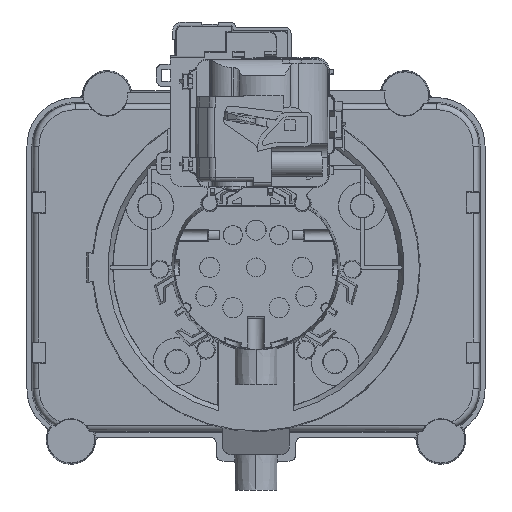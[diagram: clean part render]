
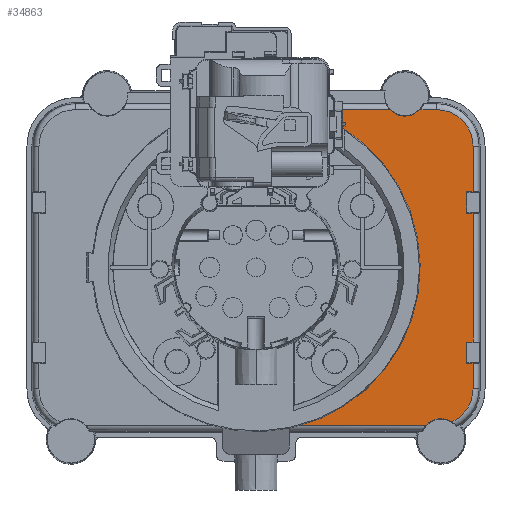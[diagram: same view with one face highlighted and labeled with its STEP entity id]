
A CAD part, left-side view. The second image highlights one B-rep face of the part: STEP entity #34863.
In plain terms, the highlighted planar face has unit normal (-1, 0, 0).
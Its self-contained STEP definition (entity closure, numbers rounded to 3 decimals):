
#4855=CARTESIAN_POINT('',(11.5,-51.5,59.5));
#4856=DIRECTION('',(1.,0.,0.));
#4857=DIRECTION('',(0.,-0.728,-0.685));
#4858=AXIS2_PLACEMENT_3D('',#4855,#4856,#4857);
#5032=DIRECTION('',(0.,0.,-1.));
#5033=VECTOR('',#5032,0.533);
#5034=CARTESIAN_POINT('',(11.5,-10.687,54.598));
#5035=LINE('',#5034,#5033);
#5113=CARTESIAN_POINT('',(11.5,0.,0.));
#5114=DIRECTION('',(1.,0.,0.));
#5115=DIRECTION('',(0.,-0.194,0.981));
#5116=AXIS2_PLACEMENT_3D('',#5113,#5114,#5115);
#12027=DIRECTION('',(0.,1.,0.));
#12028=VECTOR('',#12027,47.187);
#12029=CARTESIAN_POINT('',(11.5,-58.79,-54.598));
#12030=LINE('',#12029,#12028);
#12031=DIRECTION('',(0.,0.,1.));
#12032=VECTOR('',#12031,0.723);
#12033=CARTESIAN_POINT('',(11.5,-11.603,-54.598));
#12034=LINE('',#12033,#12032);
#12035=DIRECTION('',(0.,-1.,0.));
#12036=VECTOR('',#12035,35.603);
#12037=CARTESIAN_POINT('',(11.5,-10.687,54.598));
#12038=LINE('',#12037,#12036);
#12039=CARTESIAN_POINT('',(11.5,-62.5,42.));
#12040=DIRECTION('',(-1.,0.,0.));
#12041=DIRECTION('',(0.,-1.,0.));
#12042=AXIS2_PLACEMENT_3D('',#12039,#12040,#12041);
#12044=DIRECTION('',(0.,0.,-1.));
#12045=VECTOR('',#12044,15.8);
#12046=CARTESIAN_POINT('',(11.5,-75.098,42.));
#12047=LINE('',#12046,#12045);
#12048=DIRECTION('',(0.,0.,-1.));
#12049=VECTOR('',#12048,44.6);
#12050=CARTESIAN_POINT('',(11.5,-75.098,18.8));
#12051=LINE('',#12050,#12049);
#12052=DIRECTION('',(0.,0.,-1.));
#12053=VECTOR('',#12052,8.8);
#12054=CARTESIAN_POINT('',(11.5,-75.098,-33.2));
#12055=LINE('',#12054,#12053);
#12086=CARTESIAN_POINT('',(11.5,-64.,-59.5));
#12087=DIRECTION('',(1.,0.,0.));
#12088=DIRECTION('',(0.,0.728,0.685));
#12089=AXIS2_PLACEMENT_3D('',#12086,#12087,#12088);
#12139=CARTESIAN_POINT('',(11.5,-62.5,-42.));
#12140=DIRECTION('',(-1.,0.,0.));
#12141=DIRECTION('',(0.,-0.42,-0.908));
#12142=AXIS2_PLACEMENT_3D('',#12139,#12140,#12141);
#12153=DIRECTION('',(0.,1.,0.));
#12154=VECTOR('',#12153,2.298);
#12155=CARTESIAN_POINT('',(11.5,-75.098,-33.2));
#12156=LINE('',#12155,#12154);
#12171=CARTESIAN_POINT('',(11.5,-75.098,-33.2));
#12173=DIRECTION('',(0.,0.,1.));
#12174=VECTOR('',#12173,7.4);
#12175=CARTESIAN_POINT('',(11.5,-72.8,-33.2));
#12176=LINE('',#12175,#12174);
#12189=DIRECTION('',(0.,-1.,0.));
#12190=VECTOR('',#12189,2.298);
#12191=CARTESIAN_POINT('',(11.5,-72.8,-25.8));
#12192=LINE('',#12191,#12190);
#12193=CARTESIAN_POINT('',(11.5,-75.098,-25.8));
#12209=DIRECTION('',(0.,1.,0.));
#12210=VECTOR('',#12209,2.298);
#12211=CARTESIAN_POINT('',(11.5,-75.098,18.8));
#12212=LINE('',#12211,#12210);
#12227=CARTESIAN_POINT('',(11.5,-75.098,18.8));
#12229=DIRECTION('',(0.,0.,1.));
#12230=VECTOR('',#12229,7.4);
#12231=CARTESIAN_POINT('',(11.5,-72.8,18.8));
#12232=LINE('',#12231,#12230);
#12245=DIRECTION('',(0.,-1.,0.));
#12246=VECTOR('',#12245,2.298);
#12247=CARTESIAN_POINT('',(11.5,-72.8,26.2));
#12248=LINE('',#12247,#12246);
#12249=CARTESIAN_POINT('',(11.5,-75.098,26.2));
#12288=DIRECTION('',(0.,1.,0.));
#12289=VECTOR('',#12288,5.79);
#12290=CARTESIAN_POINT('',(11.5,-62.5,54.598));
#12291=LINE('',#12290,#12289);
#18186=CARTESIAN_POINT('',(11.5,-75.098,42.));
#18187=VERTEX_POINT('',#18186);
#18188=CARTESIAN_POINT('',(11.5,-62.5,54.598));
#18189=VERTEX_POINT('',#18188);
#18191=CARTESIAN_POINT('',(11.5,-75.098,-42.));
#18193=VERTEX_POINT('',#18191);
#18213=VERTEX_POINT('',#12171);
#18216=VERTEX_POINT('',#12193);
#18220=VERTEX_POINT('',#12249);
#18223=VERTEX_POINT('',#12227);
#18510=CARTESIAN_POINT('',(11.5,-58.79,-54.598));
#18511=CARTESIAN_POINT('',(11.5,-67.791,-53.433));
#18512=VERTEX_POINT('',#18510);
#18513=VERTEX_POINT('',#18511);
#18596=CARTESIAN_POINT('',(11.5,-56.71,54.598));
#18597=CARTESIAN_POINT('',(11.5,-46.29,54.598));
#18598=VERTEX_POINT('',#18596);
#18599=VERTEX_POINT('',#18597);
#18621=CARTESIAN_POINT('',(11.5,-72.8,-25.8));
#18623=VERTEX_POINT('',#18621);
#18657=CARTESIAN_POINT('',(11.5,-72.8,-33.2));
#18658=VERTEX_POINT('',#18657);
#18661=CARTESIAN_POINT('',(11.5,-72.8,26.2));
#18662=VERTEX_POINT('',#18661);
#18663=CARTESIAN_POINT('',(11.5,-72.8,18.8));
#18664=VERTEX_POINT('',#18663);
#18690=CARTESIAN_POINT('',(11.5,-11.603,-54.598));
#18691=CARTESIAN_POINT('',(11.5,-11.603,-53.876));
#18692=VERTEX_POINT('',#18690);
#18693=VERTEX_POINT('',#18691);
#18698=CARTESIAN_POINT('',(11.5,-10.687,54.598));
#18699=CARTESIAN_POINT('',(11.5,-10.687,54.065));
#18700=VERTEX_POINT('',#18698);
#18701=VERTEX_POINT('',#18699);
#34822=CARTESIAN_POINT('',(11.5,16.375,-29.748));
#34823=DIRECTION('',(-1.,0.,0.));
#34824=DIRECTION('',(0.,1.,0.));
#34825=AXIS2_PLACEMENT_3D('',#34822,#34823,#34824);
#34826=PLANE('',#34825);
#34828=ORIENTED_EDGE('',*,*,#34827,.T.);
#34829=ORIENTED_EDGE('',*,*,#34809,.T.);
#34830=ORIENTED_EDGE('',*,*,#26508,.F.);
#34831=ORIENTED_EDGE('',*,*,#26443,.F.);
#34833=ORIENTED_EDGE('',*,*,#34832,.T.);
#34834=ORIENTED_EDGE('',*,*,#26238,.F.);
#34836=ORIENTED_EDGE('',*,*,#34835,.F.);
#34838=ORIENTED_EDGE('',*,*,#34837,.F.);
#34840=ORIENTED_EDGE('',*,*,#34839,.T.);
#34842=ORIENTED_EDGE('',*,*,#34841,.F.);
#34844=ORIENTED_EDGE('',*,*,#34843,.F.);
#34846=ORIENTED_EDGE('',*,*,#34845,.F.);
#34848=ORIENTED_EDGE('',*,*,#34847,.T.);
#34850=ORIENTED_EDGE('',*,*,#34849,.F.);
#34852=ORIENTED_EDGE('',*,*,#34851,.F.);
#34854=ORIENTED_EDGE('',*,*,#34853,.F.);
#34856=ORIENTED_EDGE('',*,*,#34855,.T.);
#34858=ORIENTED_EDGE('',*,*,#34857,.F.);
#34860=ORIENTED_EDGE('',*,*,#34859,.F.);
#34861=EDGE_LOOP('',(#34828,#34829,#34830,#34831,#34833,#34834,#34836,#34838,
#34840,#34842,#34844,#34846,#34848,#34850,#34852,#34854,#34856,#34858,#34860));
#34862=FACE_OUTER_BOUND('',#34861,.F.);
#34863=ADVANCED_FACE('',(#34862),#34826,.T.);
#4859=CIRCLE('',#4858,7.154);
#5117=CIRCLE('',#5116,55.111);
#12043=CIRCLE('',#12042,12.598);
#12090=CIRCLE('',#12089,7.154);
#12143=CIRCLE('',#12142,12.598);
#26238=EDGE_CURVE('',#18598,#18599,#4859,.T.);
#26443=EDGE_CURVE('',#18700,#18701,#5035,.T.);
#26508=EDGE_CURVE('',#18701,#18693,#5117,.T.);
#34809=EDGE_CURVE('',#18692,#18693,#12034,.T.);
#34827=EDGE_CURVE('',#18512,#18692,#12030,.T.);
#34832=EDGE_CURVE('',#18700,#18599,#12038,.T.);
#34835=EDGE_CURVE('',#18189,#18598,#12291,.T.);
#34837=EDGE_CURVE('',#18187,#18189,#12043,.T.);
#34839=EDGE_CURVE('',#18187,#18220,#12047,.T.);
#34841=EDGE_CURVE('',#18662,#18220,#12248,.T.);
#34843=EDGE_CURVE('',#18664,#18662,#12232,.T.);
#34845=EDGE_CURVE('',#18223,#18664,#12212,.T.);
#34847=EDGE_CURVE('',#18223,#18216,#12051,.T.);
#34849=EDGE_CURVE('',#18623,#18216,#12192,.T.);
#34851=EDGE_CURVE('',#18658,#18623,#12176,.T.);
#34853=EDGE_CURVE('',#18213,#18658,#12156,.T.);
#34855=EDGE_CURVE('',#18213,#18193,#12055,.T.);
#34857=EDGE_CURVE('',#18513,#18193,#12143,.T.);
#34859=EDGE_CURVE('',#18512,#18513,#12090,.T.);
